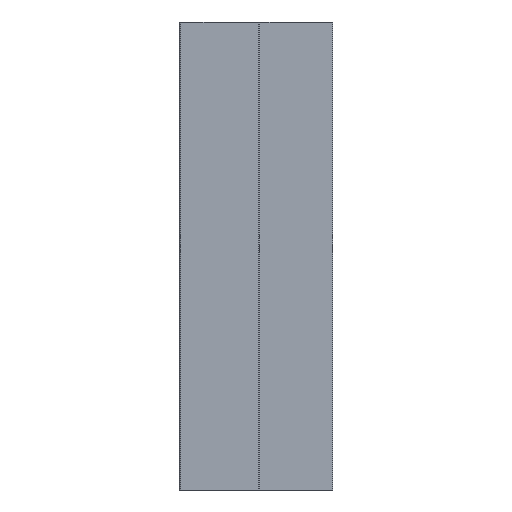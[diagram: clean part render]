
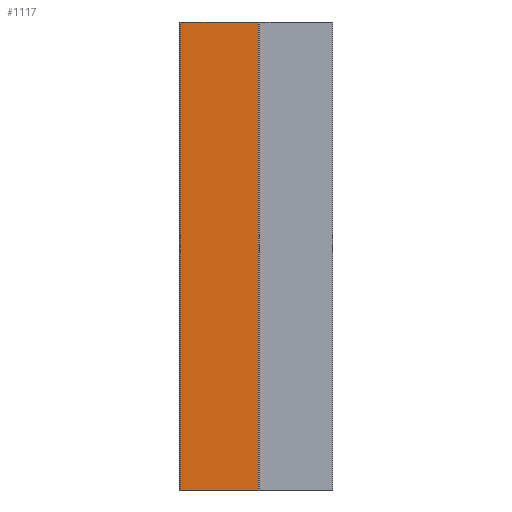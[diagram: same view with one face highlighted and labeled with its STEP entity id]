
A CAD part, left-side view. The second image highlights one B-rep face of the part: STEP entity #1117.
In plain terms, the highlighted face is planar.
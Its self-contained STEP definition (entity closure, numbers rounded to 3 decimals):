
#84=PLANE('',#1246);
#140=LINE('',#1819,#210);
#141=LINE('',#1823,#211);
#142=LINE('',#1825,#212);
#143=LINE('',#1827,#213);
#210=VECTOR('',#1449,1000.);
#211=VECTOR('',#1454,1000.);
#212=VECTOR('',#1455,1000.);
#213=VECTOR('',#1456,1000.);
#309=ORIENTED_EDGE('',*,*,#581,.T.);
#310=ORIENTED_EDGE('',*,*,#582,.F.);
#311=ORIENTED_EDGE('',*,*,#583,.F.);
#312=ORIENTED_EDGE('',*,*,#579,.T.);
#579=EDGE_CURVE('',#710,#709,#140,.T.);
#581=EDGE_CURVE('',#709,#711,#141,.T.);
#582=EDGE_CURVE('',#712,#711,#142,.T.);
#583=EDGE_CURVE('',#710,#712,#143,.T.);
#709=VERTEX_POINT('',#1818);
#710=VERTEX_POINT('',#1820);
#711=VERTEX_POINT('',#1824);
#712=VERTEX_POINT('',#1826);
#863=EDGE_LOOP('',(#309,#310,#311,#312));
#979=FACE_BOUND('',#863,.T.);
#1117=ADVANCED_FACE('',(#979),#84,.F.);
#1246=AXIS2_PLACEMENT_3D('',#1822,#1452,#1453);
#1449=DIRECTION('',(0.,0.,-1.));
#1452=DIRECTION('',(-1.,0.,0.));
#1453=DIRECTION('',(0.,0.,1.));
#1454=DIRECTION('',(0.,1.,0.));
#1455=DIRECTION('',(0.,0.,-1.));
#1456=DIRECTION('',(0.,1.,0.));
#1818=CARTESIAN_POINT('',(13.,0.3,-45.));
#1819=CARTESIAN_POINT('',(13.,0.3,45.));
#1820=CARTESIAN_POINT('',(13.,0.3,45.));
#1822=CARTESIAN_POINT('',(13.,0.3,45.));
#1823=CARTESIAN_POINT('',(13.,0.3,-45.));
#1824=CARTESIAN_POINT('',(13.,15.2,-45.));
#1825=CARTESIAN_POINT('',(13.,15.2,45.));
#1826=CARTESIAN_POINT('',(13.,15.2,45.));
#1827=CARTESIAN_POINT('',(13.,0.3,45.));
